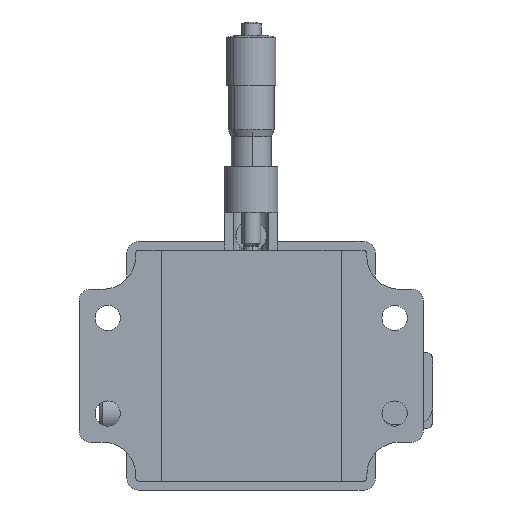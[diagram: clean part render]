
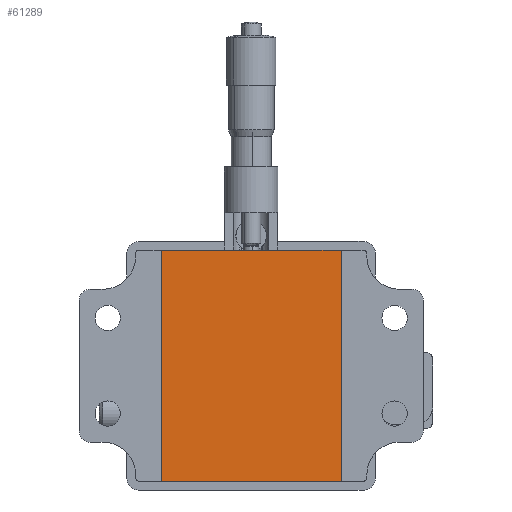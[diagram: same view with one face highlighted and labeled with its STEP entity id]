
A CAD part, front view. The second image highlights one B-rep face of the part: STEP entity #61289.
In plain terms, the highlighted planar face has unit normal (0, -1, 0).
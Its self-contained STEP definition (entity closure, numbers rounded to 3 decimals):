
#3476 = LINE ( 'NONE', #28062, #84981 ) ;
#5102 = VECTOR ( 'NONE', #9938, 1000. ) ;
#9938 = DIRECTION ( 'NONE',  ( 0., 0., 1. ) ) ;
#13595 = VERTEX_POINT ( 'NONE', #31562 ) ;
#14985 = LINE ( 'NONE', #41410, #5102 ) ;
#18047 = CARTESIAN_POINT ( 'NONE',  ( -21.209, -19.815, 161.497 ) ) ;
#18167 = CARTESIAN_POINT ( 'NONE',  ( 25.791, -19.815, 161.497 ) ) ;
#20048 = DIRECTION ( 'NONE',  ( 0., 0., 1. ) ) ;
#27207 = DIRECTION ( 'NONE',  ( 0., 1., 0. ) ) ;
#28062 = CARTESIAN_POINT ( 'NONE',  ( 25.791, -19.815, 161.497 ) ) ;
#28238 = CARTESIAN_POINT ( 'NONE',  ( -21.209, -19.815, 161.497 ) ) ;
#31562 = CARTESIAN_POINT ( 'NONE',  ( 25.791, -19.815, 221.997 ) ) ;
#35141 = EDGE_CURVE ( 'NONE', #95560, #77470, #50676, .T. ) ;
#41410 = CARTESIAN_POINT ( 'NONE',  ( -21.209, -19.815, 161.497 ) ) ;
#44077 = AXIS2_PLACEMENT_3D ( 'NONE', #28238, #27207, #91041 ) ;
#45648 = VERTEX_POINT ( 'NONE', #46012 ) ;
#46012 = CARTESIAN_POINT ( 'NONE',  ( -21.209, -19.815, 221.997 ) ) ;
#46656 = EDGE_CURVE ( 'NONE', #77470, #45648, #14985, .T. ) ;
#47616 = EDGE_CURVE ( 'NONE', #13595, #45648, #86012, .T. ) ;
#50676 = LINE ( 'NONE', #54111, #63050 ) ;
#51318 = PLANE ( 'NONE',  #44077 ) ;
#52132 = DIRECTION ( 'NONE',  ( -1., 0., 0. ) ) ;
#54111 = CARTESIAN_POINT ( 'NONE',  ( -21.209, -19.815, 161.497 ) ) ;
#61289 = ADVANCED_FACE ( 'NONE', ( #63742 ), #51318, .F. ) ;
#63050 = VECTOR ( 'NONE', #85497, 1000. ) ;
#63742 = FACE_OUTER_BOUND ( 'NONE', #66369, .T. ) ;
#64926 = ORIENTED_EDGE ( 'NONE', *, *, #46656, .F. ) ;
#65014 = VECTOR ( 'NONE', #52132, 1000. ) ;
#66369 = EDGE_LOOP ( 'NONE', ( #86509, #64926, #77151, #80625 ) ) ;
#75302 = CARTESIAN_POINT ( 'NONE',  ( -21.209, -19.815, 221.997 ) ) ;
#77151 = ORIENTED_EDGE ( 'NONE', *, *, #35141, .F. ) ;
#77470 = VERTEX_POINT ( 'NONE', #18047 ) ;
#80436 = EDGE_CURVE ( 'NONE', #95560, #13595, #3476, .T. ) ;
#80625 = ORIENTED_EDGE ( 'NONE', *, *, #80436, .T. ) ;
#84981 = VECTOR ( 'NONE', #20048, 1000. ) ;
#85497 = DIRECTION ( 'NONE',  ( -1., 0., 0. ) ) ;
#86012 = LINE ( 'NONE', #75302, #65014 ) ;
#86509 = ORIENTED_EDGE ( 'NONE', *, *, #47616, .T. ) ;
#91041 = DIRECTION ( 'NONE',  ( 0., 0., 1. ) ) ;
#95560 = VERTEX_POINT ( 'NONE', #18167 ) ;
